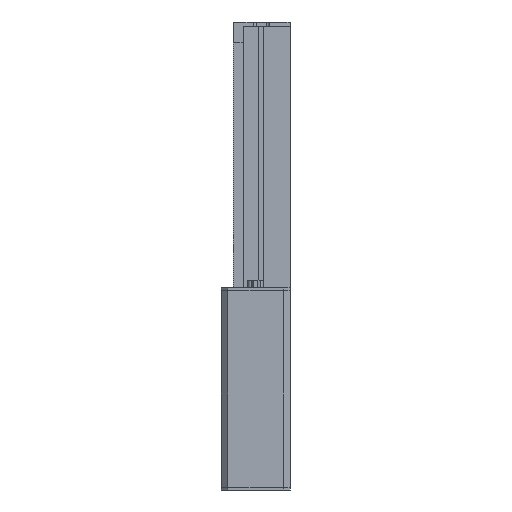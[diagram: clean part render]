
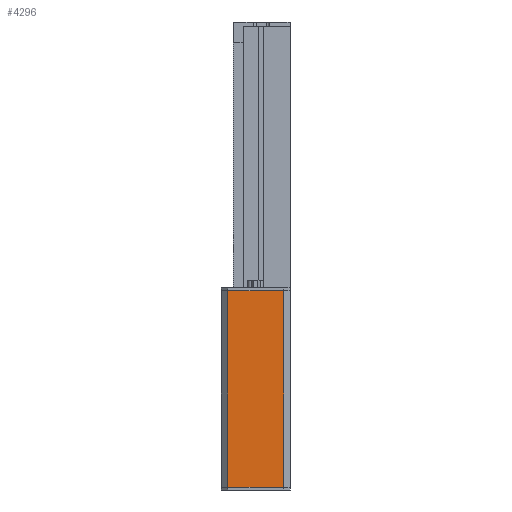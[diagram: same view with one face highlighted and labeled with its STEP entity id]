
A CAD part, left-side view. The second image highlights one B-rep face of the part: STEP entity #4296.
In plain terms, the highlighted face is planar.
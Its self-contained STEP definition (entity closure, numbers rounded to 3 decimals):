
#1463 = LINE ( 'NONE', #24737, #13353 ) ;
#1719 = DIRECTION ( 'NONE',  ( -1., 0., 0. ) ) ;
#2085 = AXIS2_PLACEMENT_3D ( 'NONE', #25368, #1719, #17599 ) ;
#2740 = VERTEX_POINT ( 'NONE', #25639 ) ;
#2963 = VERTEX_POINT ( 'NONE', #24990 ) ;
#3483 = CARTESIAN_POINT ( 'NONE',  ( 41., 17., 28.5 ) ) ;
#3591 = EDGE_CURVE ( 'NONE', #24672, #2963, #6723, .T. ) ;
#4296 = ADVANCED_FACE ( 'NONE', ( #17463 ), #11613, .F. ) ;
#5130 = CARTESIAN_POINT ( 'NONE',  ( 41., 17., -91.25 ) ) ;
#5488 = CARTESIAN_POINT ( 'NONE',  ( 41., 17., -91.25 ) ) ;
#6723 = LINE ( 'NONE', #16225, #9668 ) ;
#6879 = DIRECTION ( 'NONE',  ( 0., 1., 0. ) ) ;
#7036 = ORIENTED_EDGE ( 'NONE', *, *, #19808, .F. ) ;
#8666 = EDGE_LOOP ( 'NONE', ( #16438, #24246, #7036, #10867 ) ) ;
#9408 = DIRECTION ( 'NONE',  ( 0., 0., 1. ) ) ;
#9668 = VECTOR ( 'NONE', #20003, 1000. ) ;
#9861 = CARTESIAN_POINT ( 'NONE',  ( 41., -17., 28.5 ) ) ;
#10867 = ORIENTED_EDGE ( 'NONE', *, *, #11152, .F. ) ;
#10894 = VECTOR ( 'NONE', #23178, 1000. ) ;
#11152 = EDGE_CURVE ( 'NONE', #24672, #2740, #21118, .T. ) ;
#11613 = PLANE ( 'NONE',  #2085 ) ;
#13353 = VECTOR ( 'NONE', #9408, 1000. ) ;
#16225 = CARTESIAN_POINT ( 'NONE',  ( 41., 17., -91.25 ) ) ;
#16438 = ORIENTED_EDGE ( 'NONE', *, *, #3591, .T. ) ;
#16486 = EDGE_CURVE ( 'NONE', #23198, #2963, #25167, .T. ) ;
#17463 = FACE_OUTER_BOUND ( 'NONE', #8666, .T. ) ;
#17599 = DIRECTION ( 'NONE',  ( 0., 0., 1. ) ) ;
#19808 = EDGE_CURVE ( 'NONE', #2740, #23198, #1463, .T. ) ;
#20003 = DIRECTION ( 'NONE',  ( 0., 0., 1. ) ) ;
#21118 = LINE ( 'NONE', #5488, #10894 ) ;
#23178 = DIRECTION ( 'NONE',  ( 0., -1., 0. ) ) ;
#23198 = VERTEX_POINT ( 'NONE', #9861 ) ;
#23986 = VECTOR ( 'NONE', #6879, 1000. ) ;
#24246 = ORIENTED_EDGE ( 'NONE', *, *, #16486, .F. ) ;
#24672 = VERTEX_POINT ( 'NONE', #5130 ) ;
#24737 = CARTESIAN_POINT ( 'NONE',  ( 41., -17., -91.25 ) ) ;
#24990 = CARTESIAN_POINT ( 'NONE',  ( 41., 17., 28.5 ) ) ;
#25167 = LINE ( 'NONE', #3483, #23986 ) ;
#25368 = CARTESIAN_POINT ( 'NONE',  ( 41., 17., -91.25 ) ) ;
#25639 = CARTESIAN_POINT ( 'NONE',  ( 41., -17., -91.25 ) ) ;
